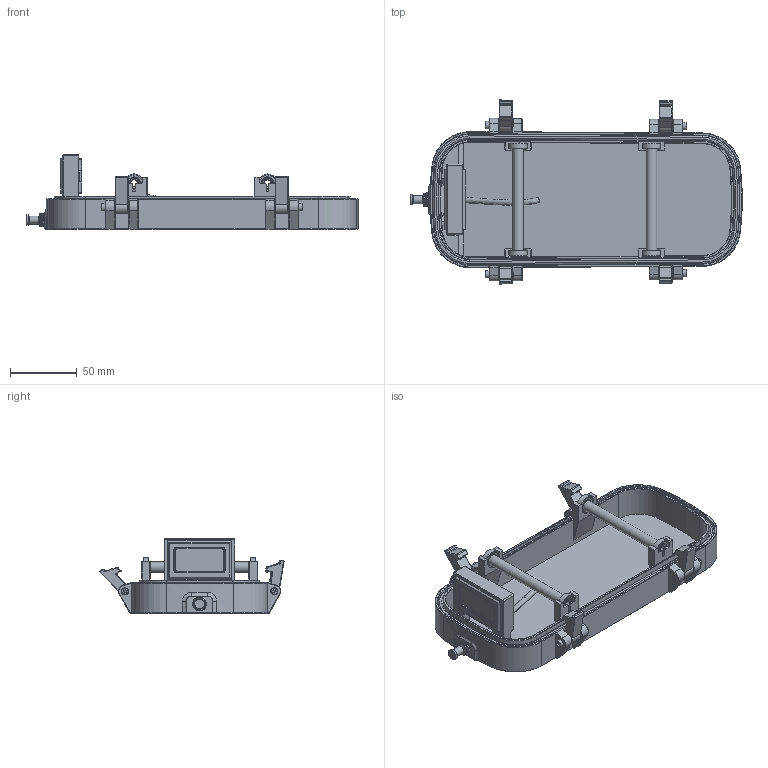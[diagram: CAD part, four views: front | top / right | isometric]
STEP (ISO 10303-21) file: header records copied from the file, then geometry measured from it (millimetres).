
FILE_DESCRIPTION(/* description */ ('Unknown'),/* implementation_level */ '2;1');
FILE_NAME(/* name */ 'Passive Filament Dryer',/* time_stamp */ '2025-07-28T01:48:00+02:00',/* author */ ('Unknown'),/* organization */ ('Unknown'),/* preprocessor_version */ 'ST-DEVELOPER v20',/* originating_system */ 'Solid Edge',/* authorisation */ 'Unknown');
FILE_SCHEMA (('AUTOMOTIVE_DESIGN {1 0 10303 214 3 1 1}'));
Length unit declared in the file: millimetre
Products named in the file (13): Passive Filament Dryer; Passive Filament Dryer Base; Thermometer Support; MR148-2RS; Gasket; Shaft; Latch; ECAS; PTFE tube; ECAS Plug; hygrometer_dummy; M3x10 hex socket cap screw; M3x25 hex socket cap screw
Assembly tree (23 placements, depth 2):
  Passive Filament Dryer
    Passive Filament Dryer Base
    Thermometer Support
    MR148-2RS  x4
    Gasket
    Shaft  x2
    Latch  x4
    ECAS
    PTFE tube
    ECAS Plug
    hygrometer_dummy
    M3x10 hex socket cap screw  x2
    M3x25 hex socket cap screw  x4
Bounding box: 248.86 x 137.96 x 56 mm (x, y, z)
Volume: 194388 mm3; surface area: 135999.7 mm2
Topology: 23 solids, 23 shells, 1237 faces, 2891 edges, 1749 vertices
Faces by surface type: plane 671, cylinder 279, cone 213, torus 46, bspline 16, sphere 12
Full cylindrical faces by diameter (mm): 2.6 x4, 2.7 x2, 3 x10, 3.1 x4, 3.2 x2, 4 x1, 4.1 x1, 4.3 x1, 4.4 x1, 4.6 x4, 5 x2, 5.5 x6, 5.6 x1, 6 x3, 8 x9, 8.45 x1, 9.6 x8, 9.86 x1, 10.45 x1, 12.4 x8, 14 x4
Entity records: 29407 total; most frequent: CARTESIAN_POINT 5430, DIRECTION 4644, ORIENTED_EDGE 4320, EDGE_CURVE 2160, AXIS2_PLACEMENT_3D 1586, LINE 1472, VECTOR 1472, VERTEX_POINT 1367
